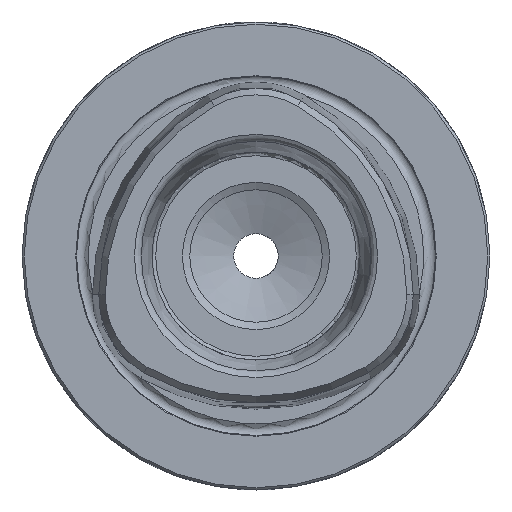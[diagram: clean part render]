
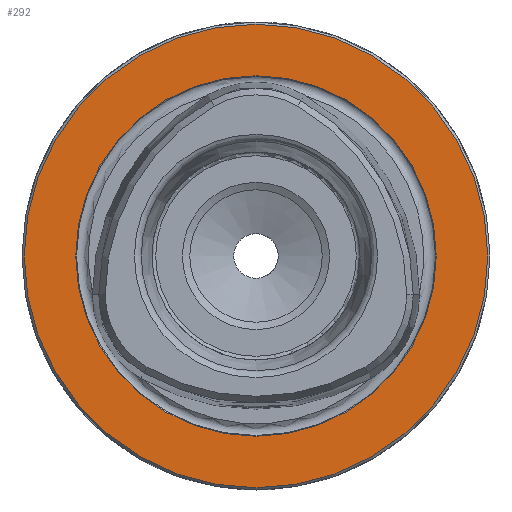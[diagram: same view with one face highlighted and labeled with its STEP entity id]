
A CAD part, left-side view. The second image highlights one B-rep face of the part: STEP entity #292.
In plain terms, the highlighted planar face has unit normal (-1, 0, 0).
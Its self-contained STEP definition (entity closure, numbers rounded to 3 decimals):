
#292 = ADVANCED_FACE( '', ( #645, #646 ), #647, .T. );
#645 = FACE_OUTER_BOUND( '', #1026, .T. );
#646 = FACE_BOUND( '', #1027, .T. );
#647 = PLANE( '', #1028 );
#1026 = EDGE_LOOP( '', ( #1760 ) );
#1027 = EDGE_LOOP( '', ( #1761 ) );
#1028 = AXIS2_PLACEMENT_3D( '', #1762, #1763, #1764 );
#1760 = ORIENTED_EDGE( '', *, *, #2250, .T. );
#1761 = ORIENTED_EDGE( '', *, *, #2229, .F. );
#1762 = CARTESIAN_POINT( '', ( 0., 0., 24.2 ) );
#1763 = DIRECTION( '', ( -1., 0., 0. ) );
#1764 = DIRECTION( '', ( 0., 0., 1. ) );
#2229 = EDGE_CURVE( '', #2678, #2678, #2679, .T. );
#2250 = EDGE_CURVE( '', #2706, #2706, #2707, .T. );
#2678 = VERTEX_POINT( '', #3869 );
#2679 = CIRCLE( '', #3870, 24.264 );
#2706 = VERTEX_POINT( '', #3898 );
#2707 = CIRCLE( '', #3899, 31.2 );
#3869 = CARTESIAN_POINT( '', ( 0., 0., 24.264 ) );
#3870 = AXIS2_PLACEMENT_3D( '', #4287, #4288, #4289 );
#3898 = CARTESIAN_POINT( '', ( 0., 0., 31.2 ) );
#3899 = AXIS2_PLACEMENT_3D( '', #4312, #4313, #4314 );
#4287 = CARTESIAN_POINT( '', ( 0., 0., 0. ) );
#4288 = DIRECTION( '', ( -1., 0., 0. ) );
#4289 = DIRECTION( '', ( 0., 0., 1. ) );
#4312 = CARTESIAN_POINT( '', ( 0., 0., 0. ) );
#4313 = DIRECTION( '', ( -1., 0., 0. ) );
#4314 = DIRECTION( '', ( 0., 0., 1. ) );
